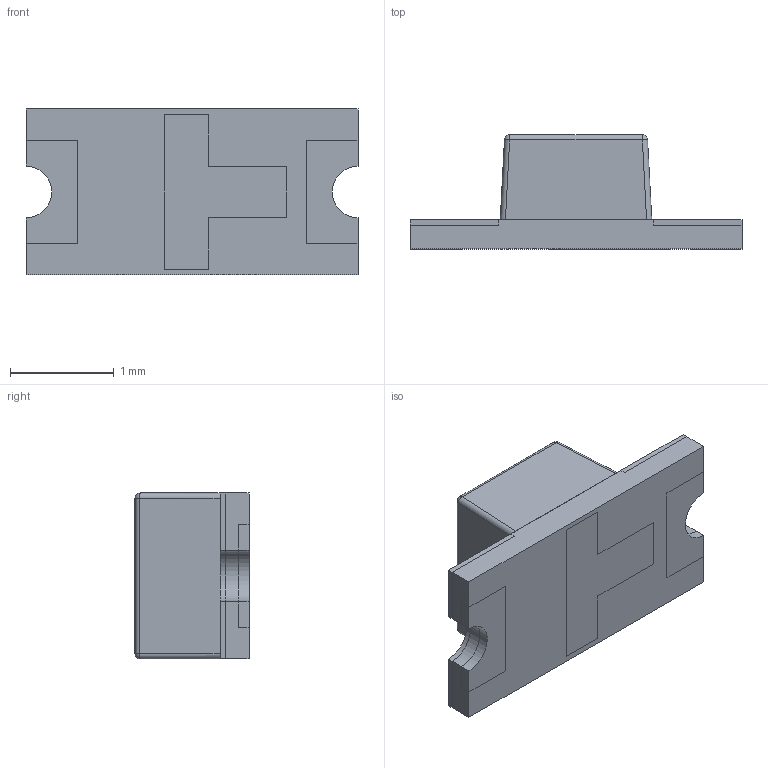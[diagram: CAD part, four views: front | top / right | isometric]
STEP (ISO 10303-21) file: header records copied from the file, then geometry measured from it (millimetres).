
FILE_DESCRIPTION (( 'STEP AP214' ), '1' );
FILE_NAME ('LTST-C230GKT.STEP', '2024-07-10T07:43:51', ( '' ), ( '' ), 'SwSTEP 2.0', 'SolidWorks 2023', '' );
FILE_SCHEMA (( 'AUTOMOTIVE_DESIGN' ));
Length unit declared in the file: millimetre
Products named in the file (1): LTST-C230GKT
Bounding box: 3.2 x 1.1 x 1.6 mm (x, y, z)
Volume: 3.2 mm3; surface area: 29.8 mm2
Topology: 6 solids, 6 shells, 73 faces, 180 edges, 116 vertices
Faces by surface type: plane 55, cylinder 14, sphere 4
Entity records: 2973 total; most frequent: CARTESIAN_POINT 378, ORIENTED_EDGE 352, DIRECTION 344, EDGE_CURVE 176, VECTOR 148, LINE 148, VERTEX_POINT 116, AXIS2_PLACEMENT_3D 98
